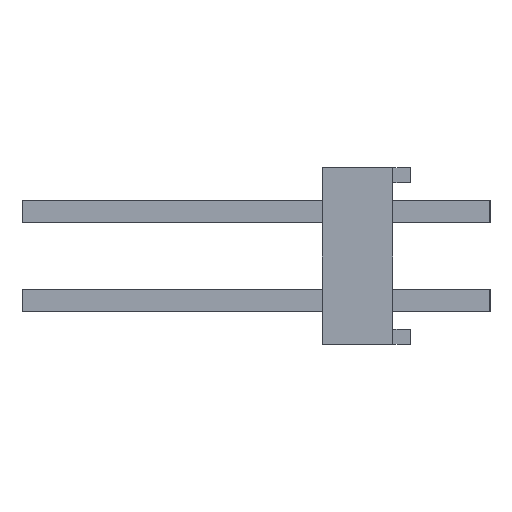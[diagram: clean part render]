
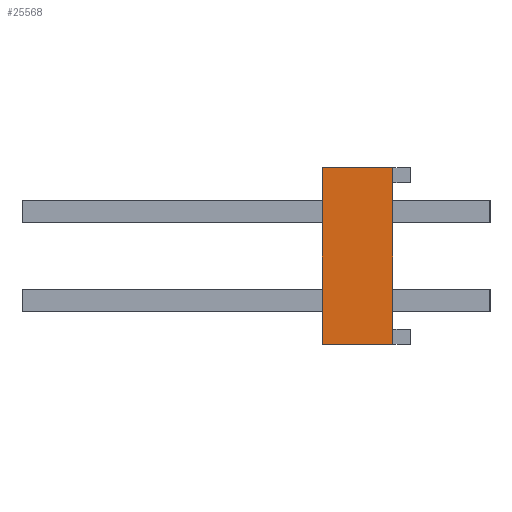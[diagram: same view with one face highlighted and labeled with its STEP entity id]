
A CAD part, left-side view. The second image highlights one B-rep face of the part: STEP entity #25568.
In plain terms, the highlighted planar face has unit normal (-1, 0, 0).
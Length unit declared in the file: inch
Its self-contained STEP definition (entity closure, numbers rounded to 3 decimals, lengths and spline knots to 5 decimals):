
#3131=ORIENTED_EDGE('',*,*,#9747,.F.);
#3132=ORIENTED_EDGE('',*,*,#8515,.F.);
#3133=ORIENTED_EDGE('',*,*,#9748,.F.);
#3134=ORIENTED_EDGE('',*,*,#8704,.T.);
#8515=EDGE_CURVE('',#11921,#11922,#14433,.T.);
#8704=EDGE_CURVE('',#12043,#12042,#14622,.T.);
#9747=EDGE_CURVE('',#11922,#12042,#15665,.T.);
#9748=EDGE_CURVE('',#12043,#11921,#15666,.T.);
#11921=VERTEX_POINT('',#36525);
#11922=VERTEX_POINT('',#36527);
#12042=VERTEX_POINT('',#36853);
#12043=VERTEX_POINT('',#36855);
#14433=LINE('',#36526,#18079);
#14622=LINE('',#36854,#18268);
#15665=LINE('',#38890,#19311);
#15666=LINE('',#38891,#19312);
#18079=VECTOR('',#29363,39.37008);
#18268=VECTOR('',#29588,39.37008);
#19311=VECTOR('',#31389,39.37008);
#19312=VECTOR('',#31390,39.37008);
#21134=EDGE_LOOP('',(#3131,#3132,#3133,#3134));
#22660=FACE_BOUND('',#21134,.T.);
#24186=PLANE('',#26976);
#25568=ADVANCED_FACE('',(#22660),#24186,.F.);
#26976=AXIS2_PLACEMENT_3D('',#38889,#31387,#31388);
#29363=DIRECTION('',(0.,-1.,0.));
#29588=DIRECTION('',(0.,-1.,0.));
#31387=DIRECTION('',(1.,0.,0.));
#31388=DIRECTION('',(0.,0.,-1.));
#31389=DIRECTION('',(0.,0.,-1.));
#31390=DIRECTION('',(0.,0.,1.));
#36525=CARTESIAN_POINT('',(-0.9,0.1,0.1));
#36526=CARTESIAN_POINT('',(-0.9,0.1,0.1));
#36527=CARTESIAN_POINT('',(-0.9,0.02,0.1));
#36853=CARTESIAN_POINT('',(-0.9,0.02,-0.1));
#36854=CARTESIAN_POINT('',(-0.9,0.1,-0.1));
#36855=CARTESIAN_POINT('',(-0.9,0.1,-0.1));
#38889=CARTESIAN_POINT('',(-0.9,0.1,-0.1));
#38890=CARTESIAN_POINT('',(-0.9,0.02,-0.1));
#38891=CARTESIAN_POINT('',(-0.9,0.1,-0.1));
